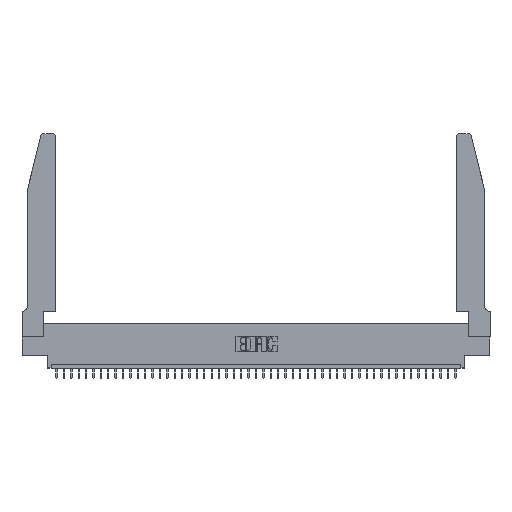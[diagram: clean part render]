
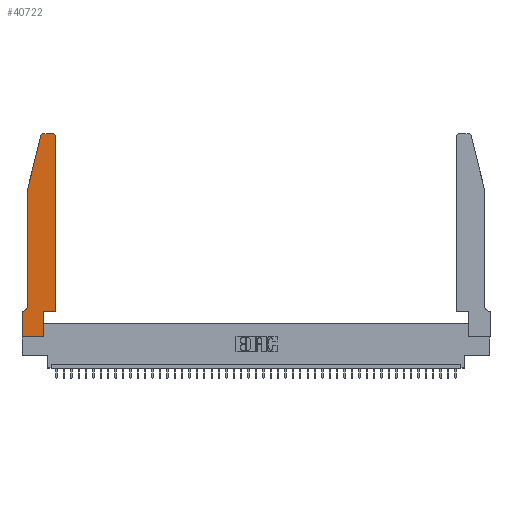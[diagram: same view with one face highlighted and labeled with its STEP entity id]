
A CAD part, top view. The second image highlights one B-rep face of the part: STEP entity #40722.
In plain terms, the highlighted planar face has unit normal (0, 0, 1).
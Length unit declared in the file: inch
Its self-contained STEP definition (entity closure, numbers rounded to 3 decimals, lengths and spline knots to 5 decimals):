
#393 = FACE_OUTER_BOUND ( 'NONE', #43383, .T. ) ;
#456 = CARTESIAN_POINT ( 'NONE',  ( 0., 0.35, 0.37 ) ) ;
#463 = VECTOR ( 'NONE', #10210, 39.37008 ) ;
#794 = CARTESIAN_POINT ( 'NONE',  ( 0.0055, 0.35, 0.37 ) ) ;
#913 = VECTOR ( 'NONE', #18639, 39.37008 ) ;
#1689 = DIRECTION ( 'NONE',  ( 0., -1., 0. ) ) ;
#1756 = ORIENTED_EDGE ( 'NONE', *, *, #14993, .T. ) ;
#1816 = CIRCLE ( 'NONE', #30668, 0.03 ) ;
#3370 = CARTESIAN_POINT ( 'NONE',  ( 0., 0., 0.37 ) ) ;
#3798 = VERTEX_POINT ( 'NONE', #43931 ) ;
#4858 = CARTESIAN_POINT ( 'NONE',  ( 0., 0., 0.37 ) ) ;
#5330 = ORIENTED_EDGE ( 'NONE', *, *, #12302, .T. ) ;
#5410 = VERTEX_POINT ( 'NONE', #32274 ) ;
#5666 = CARTESIAN_POINT ( 'NONE',  ( 0.0755, 0.42, 0.37 ) ) ;
#6672 = EDGE_CURVE ( 'NONE', #24006, #35937, #32506, .T. ) ;
#6745 = LINE ( 'NONE', #3370, #21172 ) ;
#6788 = EDGE_CURVE ( 'NONE', #29997, #24006, #1816, .T. ) ;
#7291 = EDGE_CURVE ( 'NONE', #44372, #29997, #23843, .T. ) ;
#7827 = DIRECTION ( 'NONE',  ( 1., 0., 0. ) ) ;
#8617 = DIRECTION ( 'NONE',  ( 1., 0., 0. ) ) ;
#8710 = CARTESIAN_POINT ( 'NONE',  ( 0.0055, 0.42, 0.37 ) ) ;
#9393 = DIRECTION ( 'NONE',  ( 0., 0., -1. ) ) ;
#9492 = CARTESIAN_POINT ( 'NONE',  ( 0.284, 2.72, 0.37 ) ) ;
#9678 = LINE ( 'NONE', #26394, #28704 ) ;
#10210 = DIRECTION ( 'NONE',  ( 1., 0., 0. ) ) ;
#10954 = VERTEX_POINT ( 'NONE', #16460 ) ;
#12013 = CARTESIAN_POINT ( 'NONE',  ( 0.4205, 2.72, 0.37 ) ) ;
#12070 = ORIENTED_EDGE ( 'NONE', *, *, #28055, .T. ) ;
#12302 = EDGE_CURVE ( 'NONE', #10954, #24970, #9678, .T. ) ;
#12455 = ORIENTED_EDGE ( 'NONE', *, *, #41928, .T. ) ;
#13101 = DIRECTION ( 'NONE',  ( 1., 0., 0. ) ) ;
#13175 = CARTESIAN_POINT ( 'NONE',  ( 0.2865, 0.35, 0.37 ) ) ;
#14108 = DIRECTION ( 'NONE',  ( -1., 0., 0. ) ) ;
#14813 = LINE ( 'NONE', #15249, #33154 ) ;
#14993 = EDGE_CURVE ( 'NONE', #24970, #44372, #19596, .T. ) ;
#15249 = CARTESIAN_POINT ( 'NONE',  ( 0.0755, 2., 0.37 ) ) ;
#15520 = VECTOR ( 'NONE', #27035, 39.37008 ) ;
#16460 = CARTESIAN_POINT ( 'NONE',  ( 0.4505, 0.35, 0.37 ) ) ;
#16714 = AXIS2_PLACEMENT_3D ( 'NONE', #12013, #32099, #8617 ) ;
#17033 = CARTESIAN_POINT ( 'NONE',  ( 0.2865, 0.35, 0.37 ) ) ;
#17147 = DIRECTION ( 'NONE',  ( 0., -1., 0. ) ) ;
#17347 = VERTEX_POINT ( 'NONE', #794 ) ;
#17443 = EDGE_CURVE ( 'NONE', #3798, #5410, #32607, .T. ) ;
#17480 = LINE ( 'NONE', #28304, #35789 ) ;
#17559 = CARTESIAN_POINT ( 'NONE',  ( 0., 0.35, 0.37 ) ) ;
#17627 = VERTEX_POINT ( 'NONE', #17033 ) ;
#17707 = AXIS2_PLACEMENT_3D ( 'NONE', #17559, #31547, #7827 ) ;
#17990 = EDGE_CURVE ( 'NONE', #21714, #3798, #6745, .T. ) ;
#18041 = ORIENTED_EDGE ( 'NONE', *, *, #7291, .T. ) ;
#18639 = DIRECTION ( 'NONE',  ( 1., 0., 0. ) ) ;
#19596 = CIRCLE ( 'NONE', #16714, 0.03 ) ;
#20103 = DIRECTION ( 'NONE',  ( -0.239, -0.971, 0. ) ) ;
#21172 = VECTOR ( 'NONE', #17147, 39.37008 ) ;
#21714 = VERTEX_POINT ( 'NONE', #456 ) ;
#21935 = CARTESIAN_POINT ( 'NONE',  ( 0.4205, 2.75, 0.37 ) ) ;
#22339 = CARTESIAN_POINT ( 'NONE',  ( 0.284, 2.75, 0.37 ) ) ;
#22343 = CARTESIAN_POINT ( 'NONE',  ( 0.0755, 2., 0.37 ) ) ;
#22444 = CARTESIAN_POINT ( 'NONE',  ( 0.25487, 2.72718, 0.37 ) ) ;
#22466 = DIRECTION ( 'NONE',  ( -1., 0., 0. ) ) ;
#23318 = LINE ( 'NONE', #13175, #34523 ) ;
#23843 = LINE ( 'NONE', #27688, #15520 ) ;
#24006 = VERTEX_POINT ( 'NONE', #22444 ) ;
#24970 = VERTEX_POINT ( 'NONE', #30036 ) ;
#26272 = EDGE_CURVE ( 'NONE', #28332, #17347, #43095, .T. ) ;
#26394 = CARTESIAN_POINT ( 'NONE',  ( 0.4505, 0.35, 0.37 ) ) ;
#26419 = ORIENTED_EDGE ( 'NONE', *, *, #30913, .T. ) ;
#26940 = DIRECTION ( 'NONE',  ( 0., 1., 0. ) ) ;
#27035 = DIRECTION ( 'NONE',  ( -1., 0., 0. ) ) ;
#27120 = ORIENTED_EDGE ( 'NONE', *, *, #17443, .T. ) ;
#27688 = CARTESIAN_POINT ( 'NONE',  ( 0.2605, 2.75, 0.37 ) ) ;
#27919 = ORIENTED_EDGE ( 'NONE', *, *, #6672, .T. ) ;
#28055 = EDGE_CURVE ( 'NONE', #5410, #17627, #23318, .T. ) ;
#28304 = CARTESIAN_POINT ( 'NONE',  ( 0.0755, 0.35, 0.37 ) ) ;
#28332 = VERTEX_POINT ( 'NONE', #5666 ) ;
#28704 = VECTOR ( 'NONE', #44415, 39.37008 ) ;
#29997 = VERTEX_POINT ( 'NONE', #22339 ) ;
#30036 = CARTESIAN_POINT ( 'NONE',  ( 0.4505, 2.72, 0.37 ) ) ;
#30668 = AXIS2_PLACEMENT_3D ( 'NONE', #9492, #36997, #13101 ) ;
#30913 = EDGE_CURVE ( 'NONE', #35937, #28332, #14813, .T. ) ;
#31547 = DIRECTION ( 'NONE',  ( 0., 0., 1. ) ) ;
#31983 = ORIENTED_EDGE ( 'NONE', *, *, #41549, .T. ) ;
#32099 = DIRECTION ( 'NONE',  ( 0., 0., 1. ) ) ;
#32274 = CARTESIAN_POINT ( 'NONE',  ( 0.2865, 0., 0.37 ) ) ;
#32506 = LINE ( 'NONE', #22343, #34233 ) ;
#32607 = LINE ( 'NONE', #4858, #913 ) ;
#33154 = VECTOR ( 'NONE', #1689, 39.37008 ) ;
#34141 = LINE ( 'NONE', #41792, #463 ) ;
#34233 = VECTOR ( 'NONE', #20103, 39.37008 ) ;
#34523 = VECTOR ( 'NONE', #26940, 39.37008 ) ;
#34723 = ORIENTED_EDGE ( 'NONE', *, *, #26272, .T. ) ;
#35789 = VECTOR ( 'NONE', #14108, 39.37008 ) ;
#35937 = VERTEX_POINT ( 'NONE', #40374 ) ;
#36997 = DIRECTION ( 'NONE',  ( 0., 0., 1. ) ) ;
#38306 = ORIENTED_EDGE ( 'NONE', *, *, #6788, .T. ) ;
#39815 = ORIENTED_EDGE ( 'NONE', *, *, #17990, .T. ) ;
#40374 = CARTESIAN_POINT ( 'NONE',  ( 0.0755, 2., 0.37 ) ) ;
#40722 = ADVANCED_FACE ( 'NONE', ( #393 ), #41480, .T. ) ;
#40930 = AXIS2_PLACEMENT_3D ( 'NONE', #8710, #9393, #22466 ) ;
#41480 = PLANE ( 'NONE',  #17707 ) ;
#41549 = EDGE_CURVE ( 'NONE', #17347, #21714, #17480, .T. ) ;
#41792 = CARTESIAN_POINT ( 'NONE',  ( 0.4505, 0.35, 0.37 ) ) ;
#41928 = EDGE_CURVE ( 'NONE', #17627, #10954, #34141, .T. ) ;
#43095 = CIRCLE ( 'NONE', #40930, 0.07 ) ;
#43383 = EDGE_LOOP ( 'NONE', ( #18041, #38306, #27919, #26419, #34723, #31983, #39815, #27120, #12070, #12455, #5330, #1756 ) ) ;
#43931 = CARTESIAN_POINT ( 'NONE',  ( 0., 0., 0.37 ) ) ;
#44372 = VERTEX_POINT ( 'NONE', #21935 ) ;
#44415 = DIRECTION ( 'NONE',  ( 0., 1., 0. ) ) ;
